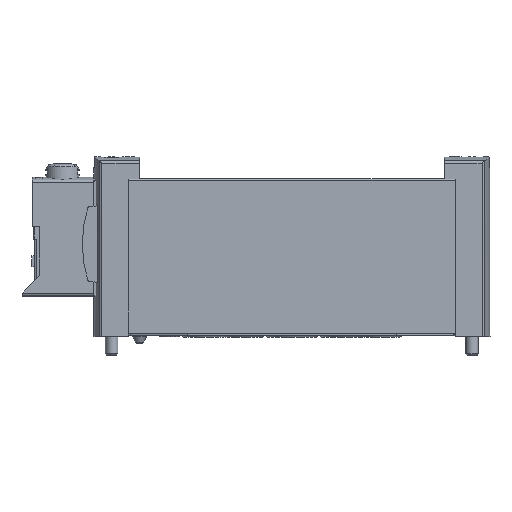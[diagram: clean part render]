
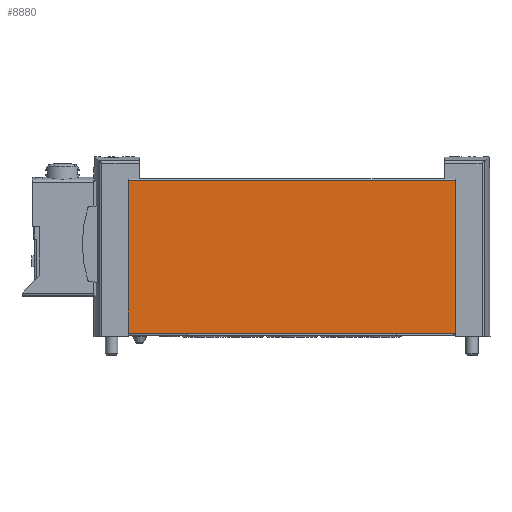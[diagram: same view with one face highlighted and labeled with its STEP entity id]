
A CAD part, top view. The second image highlights one B-rep face of the part: STEP entity #8880.
In plain terms, the highlighted planar face has unit normal (0, 0, 1).
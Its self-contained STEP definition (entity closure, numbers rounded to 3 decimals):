
#134=PLANE('',#9538);
#959=LINE('',#13594,#1712);
#968=LINE('',#13628,#1721);
#973=LINE('',#13644,#1726);
#976=LINE('',#13650,#1729);
#1712=VECTOR('',#10650,1000.);
#1721=VECTOR('',#10681,1000.);
#1726=VECTOR('',#10700,1000.);
#1729=VECTOR('',#10709,1000.);
#2604=ORIENTED_EDGE('',*,*,#5180,.T.);
#2605=ORIENTED_EDGE('',*,*,#5171,.F.);
#2606=ORIENTED_EDGE('',*,*,#5183,.F.);
#2607=ORIENTED_EDGE('',*,*,#5152,.T.);
#5152=EDGE_CURVE('',#6446,#6445,#959,.T.);
#5171=EDGE_CURVE('',#6459,#6456,#968,.T.);
#5180=EDGE_CURVE('',#6445,#6456,#973,.T.);
#5183=EDGE_CURVE('',#6446,#6459,#976,.T.);
#6445=VERTEX_POINT('',#13593);
#6446=VERTEX_POINT('',#13595);
#6456=VERTEX_POINT('',#13618);
#6459=VERTEX_POINT('',#13627);
#7338=EDGE_LOOP('',(#2604,#2605,#2606,#2607));
#8041=FACE_BOUND('',#7338,.T.);
#8880=ADVANCED_FACE('',(#8041),#134,.F.);
#9538=AXIS2_PLACEMENT_3D('',#13651,#10710,#10711);
#10650=DIRECTION('',(-1.,0.,0.));
#10681=DIRECTION('',(-1.,0.,0.));
#10700=DIRECTION('',(0.,-1.,0.));
#10709=DIRECTION('',(0.,-1.,0.));
#10710=DIRECTION('',(0.,0.,-1.));
#10711=DIRECTION('',(-1.,0.,0.));
#13593=CARTESIAN_POINT('',(-39.2,36.6,9.15));
#13594=CARTESIAN_POINT('',(39.2,36.6,9.15));
#13595=CARTESIAN_POINT('',(39.2,36.6,9.15));
#13618=CARTESIAN_POINT('',(-39.2,0.,9.15));
#13627=CARTESIAN_POINT('',(39.2,0.,9.15));
#13628=CARTESIAN_POINT('',(39.2,0.,9.15));
#13644=CARTESIAN_POINT('',(-39.2,36.6,9.15));
#13650=CARTESIAN_POINT('',(39.2,36.6,9.15));
#13651=CARTESIAN_POINT('',(39.2,36.6,9.15));
